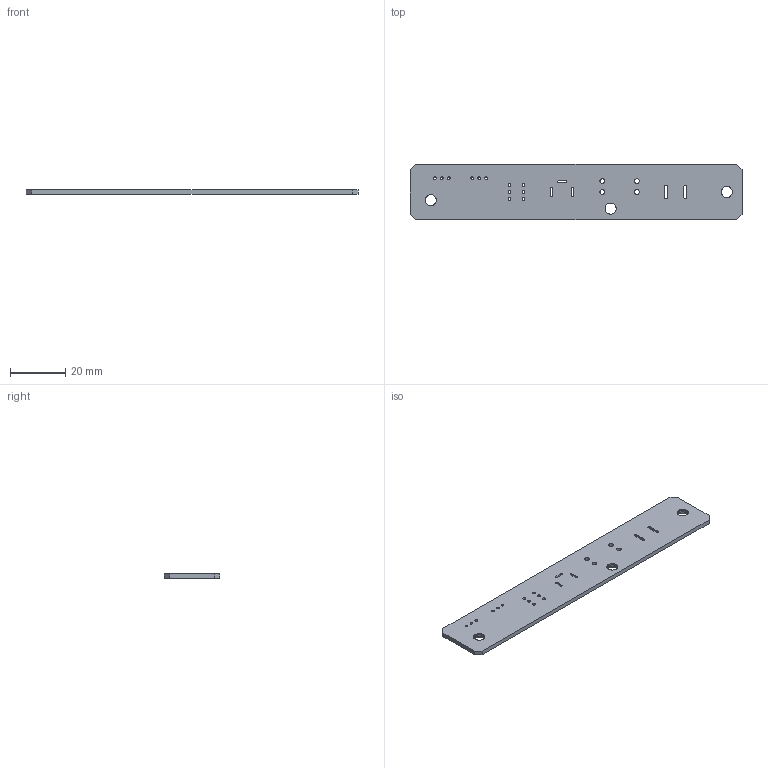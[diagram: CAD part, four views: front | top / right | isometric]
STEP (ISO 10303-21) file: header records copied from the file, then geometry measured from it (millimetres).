
FILE_DESCRIPTION(('KiCad electronic assembly'),'2;1');
FILE_NAME('Other-power.step','2023-05-29T13:35:34',('Pcbnew'),('Kicad'), 'Open CASCADE STEP processor 7.6','KiCad to STEP converter','Unknown' );
FILE_SCHEMA(('AUTOMOTIVE_DESIGN { 1 0 10303 214 1 1 1 1 }'));
Length unit declared in the file: millimetre
Products named in the file (2): Other-power 1; Other-power PCB
Assembly tree (1 placements, depth 2):
  Other-power 1
    Other-power PCB
Bounding box: 120 x 20 x 1.58 mm (x, y, z)
Volume: 3665.3 mm3; surface area: 5296.4 mm2
Topology: 1 solids, 1 shells, 272 faces, 810 edges, 540 vertices
Faces by surface type: plane 256, cylinder 16
Full cylindrical faces by diameter (mm): 0.95 x6, 1 x6, 1.7 x4
Entity records: 19735 total; most frequent: CARTESIAN_POINT 3436, DIRECTION 2978, LINE 2366, VECTOR 2366, ORIENTED_EDGE 1620, PCURVE 1620, DEFINITIONAL_REPRESENTATION 1620, EDGE_CURVE 810
